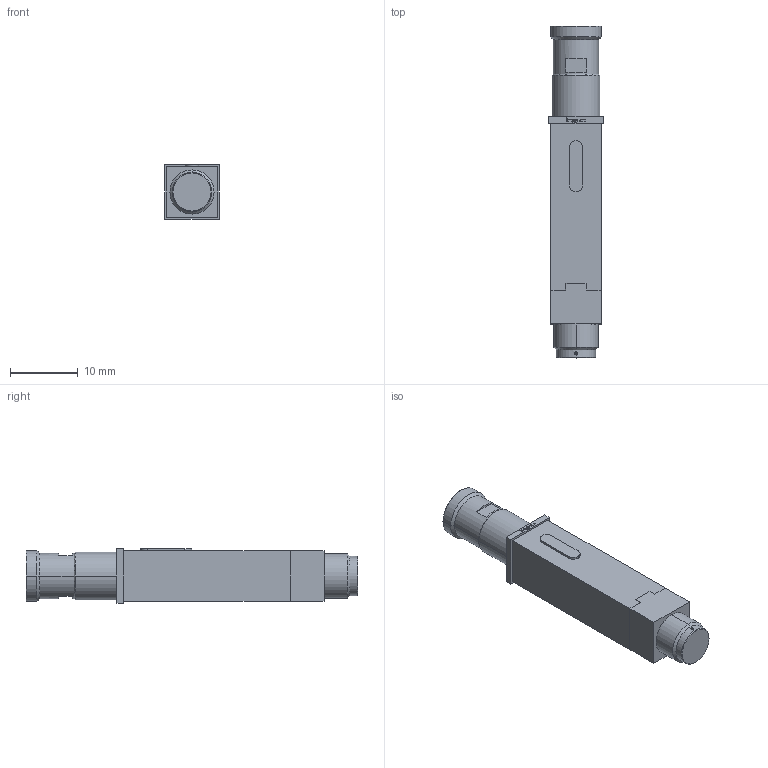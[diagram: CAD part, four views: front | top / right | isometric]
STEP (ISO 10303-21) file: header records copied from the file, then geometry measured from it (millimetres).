
FILE_DESCRIPTION (( 'STEP AP203' ), '1' );
FILE_NAME ('INGUN_HFS-819_303_090_A_xxx43_V2-Z.STEP', '2022-05-09T10:56:31', ( 'ochi' ), ( '' ), 'SwSTEP 2.0', 'SolidWorks 2018', '' );
FILE_SCHEMA (( 'CONFIG_CONTROL_DESIGN' ));
Length unit declared in the file: millimetre
Products named in the file (1): INGUN_HFS-819_303_090_A_xxx43_V2-Z
Bounding box: 8 x 48.9 x 8 mm (x, y, z)
Volume: 2193.4 mm3; surface area: 1614.4 mm2
Topology: 1 solids, 1 shells, 217 faces, 533 edges, 336 vertices
Faces by surface type: plane 119, cylinder 51, cone 23, bspline 22, torus 2
Entity records: 6678 total; most frequent: CARTESIAN_POINT 1662, ORIENTED_EDGE 1050, DIRECTION 951, EDGE_CURVE 525, VERTEX_POINT 336, AXIS2_PLACEMENT_3D 327, VECTOR 297, LINE 297
